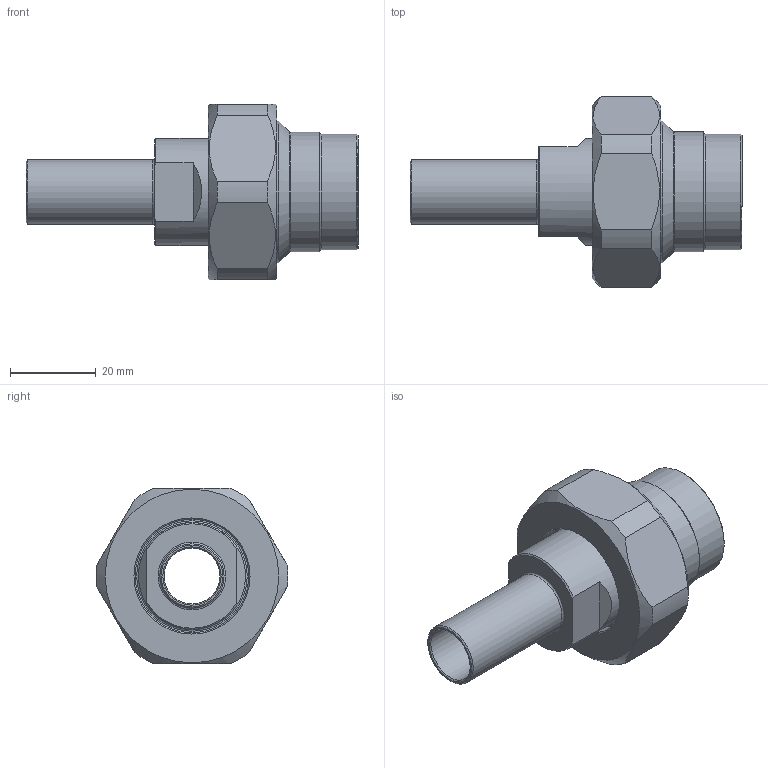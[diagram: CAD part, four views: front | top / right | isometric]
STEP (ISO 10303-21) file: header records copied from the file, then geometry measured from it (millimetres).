
FILE_DESCRIPTION(/* description */ (''),/* implementation_level */ '2;1');
FILE_NAME(/* name */ '3D_R666-PE-SG-15-DN25-26.9_171130978.stp',/* time_stamp */ '2021-07-16T15:01:12+02:00',/* author */ ('cad'),/* organization */ (''),/* preprocessor_version */ 'ST-DEVELOPER v18.1',/* originating_system */ 'Autodesk Inventor 2022',/* authorisation */ '');
FILE_SCHEMA (('AUTOMOTIVE_DESIGN { 1 0 10303 214 3 1 1 }'));
Length unit declared in the file: millimetre
Products named in the file (4): 3D_R666-PE-SG-15-DN25-26.9_171130978; 3D_R666-M-DN25_17113930; 3D_R666-SG-26.9-DN25_17113742; 3D_R666-PE-15-DN25_17113470
Assembly tree (3 placements, depth 2):
  3D_R666-PE-SG-15-DN25-26.9_171130978
    3D_R666-M-DN25_17113930
    3D_R666-SG-26.9-DN25_17113742
    3D_R666-PE-15-DN25_17113470
Bounding box: 77.5 x 44.68 x 41 mm (x, y, z)
Volume: 26926.6 mm3; surface area: 16007.3 mm2
Topology: 3 solids, 3 shells, 58 faces, 139 edges, 91 vertices
Faces by surface type: plane 20, cone 17, cylinder 16, torus 5
Full cylindrical faces by diameter (mm): 13 x1, 15 x1, 22.9 x1, 25 x1, 26.5 x1, 26.9 x1, 28 x1, 29.5 x1, 30.291 x1, 33.1 x1
Entity records: 1860 total; most frequent: DIRECTION 331, CARTESIAN_POINT 327, ORIENTED_EDGE 278, AXIS2_PLACEMENT_3D 143, EDGE_CURVE 139, VERTEX_POINT 91, CIRCLE 76, EDGE_LOOP 68
